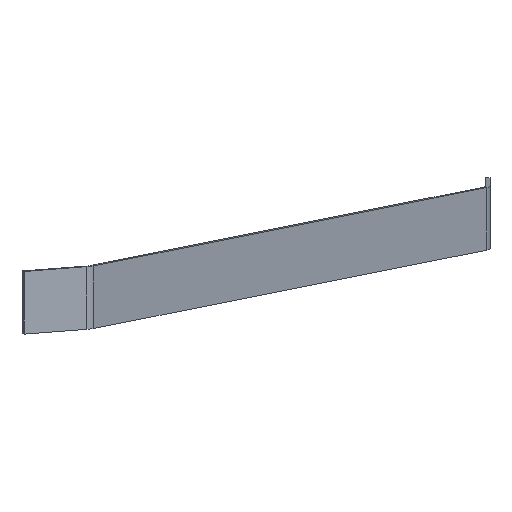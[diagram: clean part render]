
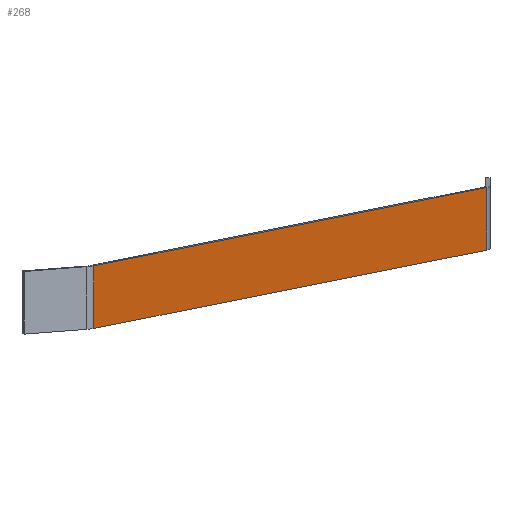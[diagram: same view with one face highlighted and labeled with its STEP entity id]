
A CAD part, top view. The second image highlights one B-rep face of the part: STEP entity #268.
In plain terms, the highlighted planar face has unit normal (0.832, -0.075, 0.55).
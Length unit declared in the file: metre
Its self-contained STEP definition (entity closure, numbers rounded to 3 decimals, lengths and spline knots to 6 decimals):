
#88=ORIENTED_EDGE('',*,*,#115,.F.);
#89=ORIENTED_EDGE('',*,*,#137,.F.);
#90=ORIENTED_EDGE('',*,*,#123,.F.);
#91=ORIENTED_EDGE('',*,*,#138,.F.);
#115=EDGE_CURVE('',#150,#151,#172,.T.);
#123=EDGE_CURVE('',#157,#158,#178,.T.);
#137=EDGE_CURVE('',#158,#150,#189,.F.);
#138=EDGE_CURVE('',#151,#157,#190,.T.);
#150=VERTEX_POINT('',#405);
#151=VERTEX_POINT('',#407);
#157=VERTEX_POINT('',#422);
#158=VERTEX_POINT('',#424);
#172=LINE('',#406,#200);
#178=LINE('',#423,#206);
#189=LINE('',#450,#217);
#190=LINE('',#451,#218);
#200=VECTOR('',#327,1.);
#206=VECTOR('',#341,1.);
#217=VECTOR('',#372,1.);
#218=VECTOR('',#373,1.);
#230=EDGE_LOOP('',(#88,#89,#90,#91));
#244=FACE_BOUND('',#230,.T.);
#256=PLANE('',#303);
#268=ADVANCED_FACE('',(#244),#256,.F.);
#303=AXIS2_PLACEMENT_3D('',#449,#370,#371);
#327=DIRECTION('',(-0.555,-0.112,0.824));
#341=DIRECTION('',(0.555,0.112,-0.824));
#370=DIRECTION('',(-0.832,0.075,-0.55));
#371=DIRECTION('',(-0.551,0.,0.834));
#372=DIRECTION('',(0.,0.991,0.135));
#373=DIRECTION('',(0.,0.991,0.135));
#405=CARTESIAN_POINT('',(0.185498,-0.498579,-0.091564));
#406=CARTESIAN_POINT('',(0.097199,-0.516418,0.039677));
#407=CARTESIAN_POINT('',(0.034996,-0.528985,0.132132));
#422=CARTESIAN_POINT('',(0.034996,-0.504961,0.135398));
#423=CARTESIAN_POINT('',(0.097199,-0.492394,0.042942));
#424=CARTESIAN_POINT('',(0.185498,-0.474555,-0.088298));
#449=CARTESIAN_POINT('',(0.097199,-0.492394,0.042942));
#450=CARTESIAN_POINT('',(0.185498,-0.474555,-0.088298));
#451=CARTESIAN_POINT('',(0.034996,-0.504961,0.135398));
